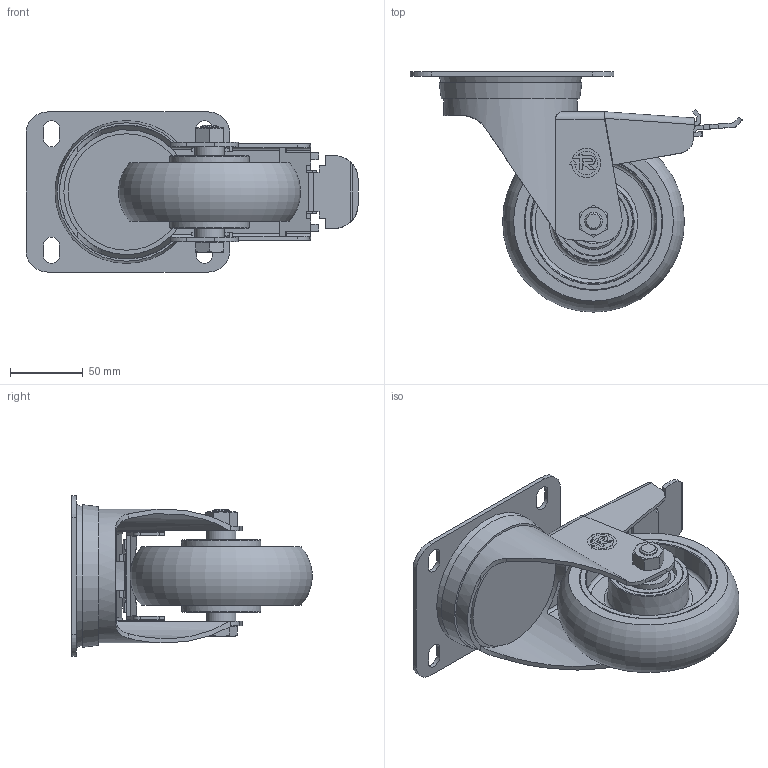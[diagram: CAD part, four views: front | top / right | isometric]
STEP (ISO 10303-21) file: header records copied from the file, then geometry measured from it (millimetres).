
FILE_DESCRIPTION( ( 'STEP AP214' ), ' ' );
FILE_NAME( '628913.stp', '2018-04-04T07:39:25', ( '' ), ( '' ), ' ', 'PARTsolutions', ' ' );
FILE_SCHEMA( ( 'AUTOMOTIVE_DESIGN { 1 0 10303 214 1 1 1 1 }' ) );
Length unit declared in the file: millimetre
Products named in the file (9): 628913; _SRP/NL (125-140x110-40166)-b; _Bolt M12(20-125-40-80GREY); _Nut M12(125-40-20-60GREY); _12540140x1101666-bf; _624143; _Serie 62 ER HUB -622143- 20; _Serie 62 ER SHAFT - 622143- 20; _Shaft 125-M8-40-20600
Assembly tree (9 placements, depth 2):
  628913
    _SRP/NL (125-140x110-40166)-b
    _Bolt M12(20-125-40-80GREY)
    _Nut M12(125-40-20-60GREY)
    _12540140x1101666-bf
    _624143
    _Serie 62 ER HUB -622143- 20  x2
    _Serie 62 ER SHAFT - 622143- 20
    _Shaft 125-M8-40-20600
Bounding box: 227.95 x 164.92 x 110 mm (x, y, z)
Volume: 590323.6 mm3; surface area: 184044 mm2
Topology: 9 solids, 9 shells, 396 faces, 975 edges, 628 vertices
Faces by surface type: plane 246, cylinder 95, cone 36, torus 19
Full cylindrical faces by diameter (mm): 8 x3, 10.106 x1, 12 x1, 16.47 x1, 20 x3, 21 x2, 25 x1, 28.08 x4, 30.79 x4, 32 x1, 36.21 x4, 38.92 x4, 44 x1, 47 x4, 80 x1, 86 x1, 92 x1, 94 x2, 95 x2
Entity records: 14265 total; most frequent: CARTESIAN_POINT 2206, DIRECTION 1841, ORIENTED_EDGE 1750, EDGE_CURVE 875, AXIS2_PLACEMENT_3D 628, VERTEX_POINT 607, LINE 585, VECTOR 585
